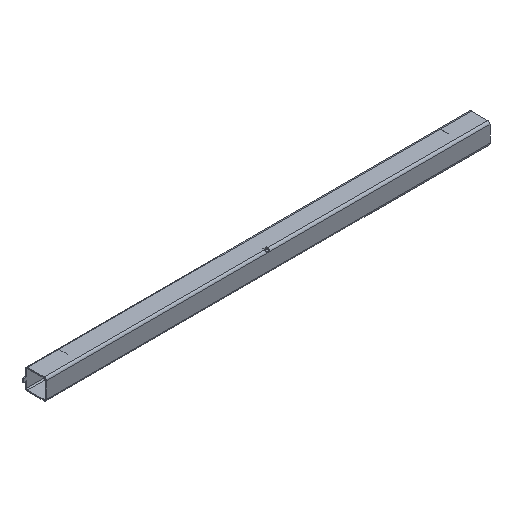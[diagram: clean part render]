
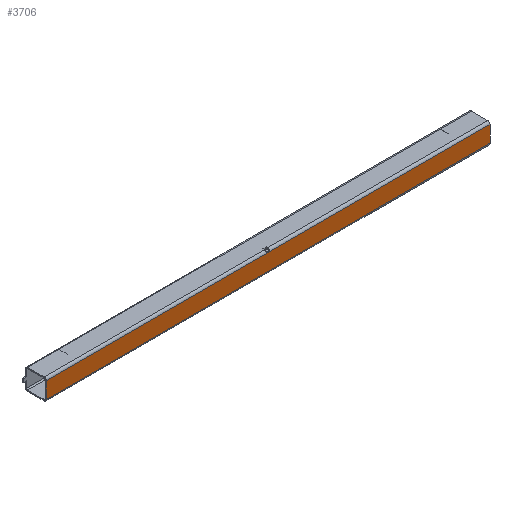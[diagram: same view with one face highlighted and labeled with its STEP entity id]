
A CAD part, isometric view. The second image highlights one B-rep face of the part: STEP entity #3706.
In plain terms, the highlighted planar face has unit normal (0, -1, 0).
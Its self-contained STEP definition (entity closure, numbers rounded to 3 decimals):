
#62 = AXIS2_PLACEMENT_3D ( 'NONE', #2926, #6278, #1404 ) ;
#148 = DIRECTION ( 'NONE',  ( 0., 0., -1. ) ) ;
#354 = ORIENTED_EDGE ( 'NONE', *, *, #5511, .F. ) ;
#561 = CARTESIAN_POINT ( 'NONE',  ( 1290., -30., 23.6 ) ) ;
#822 = CARTESIAN_POINT ( 'NONE',  ( 1290., -30., -23.6 ) ) ;
#991 = VERTEX_POINT ( 'NONE', #3760 ) ;
#1106 = EDGE_CURVE ( 'NONE', #3710, #6158, #2816, .T. ) ;
#1307 = EDGE_LOOP ( 'NONE', ( #5368, #5314, #354, #2411 ) ) ;
#1404 = DIRECTION ( 'NONE',  ( 0., 0., -1. ) ) ;
#1441 = VECTOR ( 'NONE', #4708, 1000. ) ;
#1976 = PLANE ( 'NONE',  #62 ) ;
#2111 = VERTEX_POINT ( 'NONE', #2597 ) ;
#2411 = ORIENTED_EDGE ( 'NONE', *, *, #6331, .F. ) ;
#2438 = CARTESIAN_POINT ( 'NONE',  ( -20., -30., -23.6 ) ) ;
#2556 = LINE ( 'NONE', #3459, #1441 ) ;
#2597 = CARTESIAN_POINT ( 'NONE',  ( 10., -30., -23.6 ) ) ;
#2816 = LINE ( 'NONE', #561, #5224 ) ;
#2926 = CARTESIAN_POINT ( 'NONE',  ( -20., -30., 23.6 ) ) ;
#3117 = LINE ( 'NONE', #2438, #6978 ) ;
#3459 = CARTESIAN_POINT ( 'NONE',  ( -20., -30., 23.6 ) ) ;
#3565 = DIRECTION ( 'NONE',  ( -1., 0., 0. ) ) ;
#3706 = ADVANCED_FACE ( 'NONE', ( #6209 ), #1976, .F. ) ;
#3710 = VERTEX_POINT ( 'NONE', #5682 ) ;
#3760 = CARTESIAN_POINT ( 'NONE',  ( 10., -30., 23.6 ) ) ;
#4708 = DIRECTION ( 'NONE',  ( 1., 0., 0. ) ) ;
#4789 = EDGE_CURVE ( 'NONE', #6158, #2111, #3117, .T. ) ;
#5224 = VECTOR ( 'NONE', #148, 1000. ) ;
#5314 = ORIENTED_EDGE ( 'NONE', *, *, #1106, .F. ) ;
#5368 = ORIENTED_EDGE ( 'NONE', *, *, #4789, .F. ) ;
#5511 = EDGE_CURVE ( 'NONE', #991, #3710, #2556, .T. ) ;
#5682 = CARTESIAN_POINT ( 'NONE',  ( 1290., -30., 23.6 ) ) ;
#5743 = CARTESIAN_POINT ( 'NONE',  ( 10., -30., -23.6 ) ) ;
#6158 = VERTEX_POINT ( 'NONE', #822 ) ;
#6209 = FACE_OUTER_BOUND ( 'NONE', #1307, .T. ) ;
#6263 = DIRECTION ( 'NONE',  ( 0., 0., 1. ) ) ;
#6278 = DIRECTION ( 'NONE',  ( 0., 1., 0. ) ) ;
#6331 = EDGE_CURVE ( 'NONE', #2111, #991, #6946, .T. ) ;
#6534 = VECTOR ( 'NONE', #6263, 1000. ) ;
#6946 = LINE ( 'NONE', #5743, #6534 ) ;
#6978 = VECTOR ( 'NONE', #3565, 1000. ) ;
